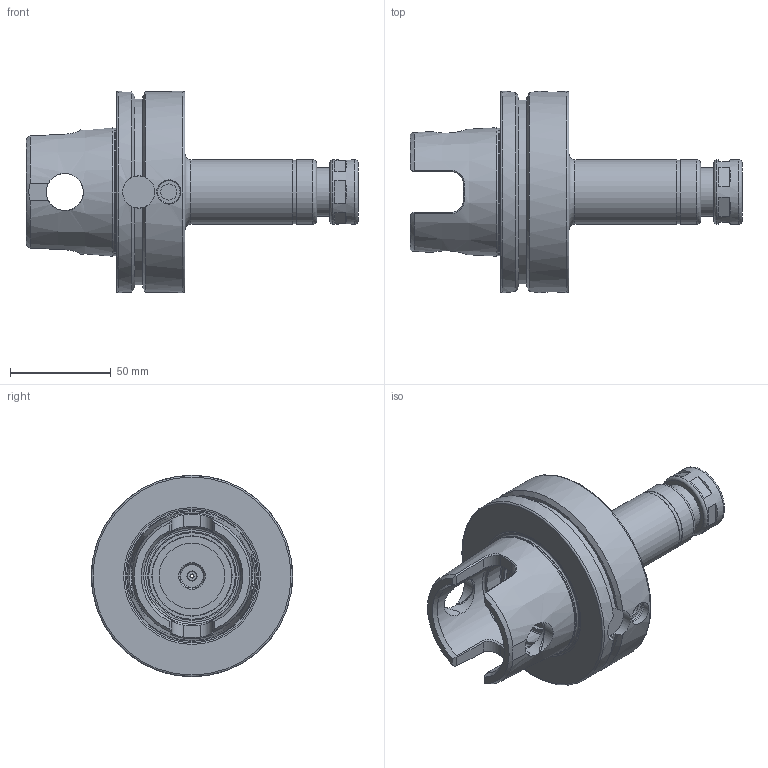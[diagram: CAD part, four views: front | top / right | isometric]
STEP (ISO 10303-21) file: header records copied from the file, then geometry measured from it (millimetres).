
FILE_DESCRIPTION((''),'2;1');
FILE_NAME('126011312120-3D.stp','2020-07-23T18:02:49',('nttooll'),(''),'Autodesk Inventor 2012','Autodesk Inventor 2012','');
FILE_SCHEMA(('AUTOMOTIVE_DESIGN { 1 0 10303 214 1 1 1 1 }'));
Length unit declared in the file: millimetre
Products named in the file (1): 126011312120-3D
Bounding box: 165 x 100 x 100 mm (x, y, z)
Volume: 351614.4 mm3; surface area: 57589.7 mm2
Topology: 1 solids, 2 shells, 183 faces, 397 edges, 247 vertices
Faces by surface type: plane 70, cylinder 51, cone 29, bspline 20, torus 13
Full cylindrical faces by diameter (mm): 2 x1, 4.5 x1, 5 x1, 8 x2, 9.57 x1, 11.2 x3, 12 x4, 12.8 x2, 12.9 x1, 13.3 x1, 14 x2, 14.5 x1, 16 x2, 17 x1, 18.2 x1, 18.5 x2, 20.5 x1, 24 x2, 31.2 x2, 31.6 x1, 32 x3, 32.6 x1, 44 x1, 48 x1, 63.3 x1, 100 x2
Entity records: 5276 total; most frequent: CARTESIAN_POINT 1830, DIRECTION 654, ORIENTED_EDGE 610, EDGE_CURVE 305, AXIS2_PLACEMENT_3D 303, EDGE_LOOP 298, VERTEX_POINT 233, FACE_OUTER_BOUND 183
